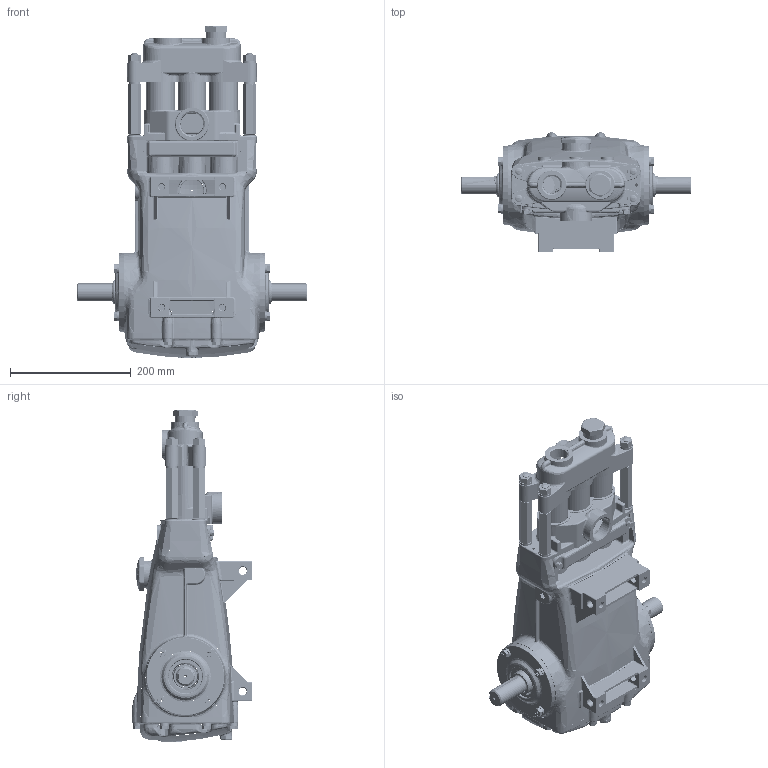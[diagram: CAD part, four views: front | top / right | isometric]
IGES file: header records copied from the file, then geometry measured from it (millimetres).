
Start section: SolidWorks IGES file using analytic representation for surfaces
Global section: file name: MODEL2520appearance1.IGS; native system: SolidWorks 2007; preprocessor: SolidWorks 2007; author: ejp; date: 070209.093207; units: millimetre
Bounding box: 382 x 198 x 550.07 mm (x, y, z)
Surface area: 600520.9 mm2 (no closed solid volume)
Topology: 0 solids, 0 shells, 2186 faces, 31721 edges, 31651 vertices
Faces by surface type: bspline 1257, revolution 929
